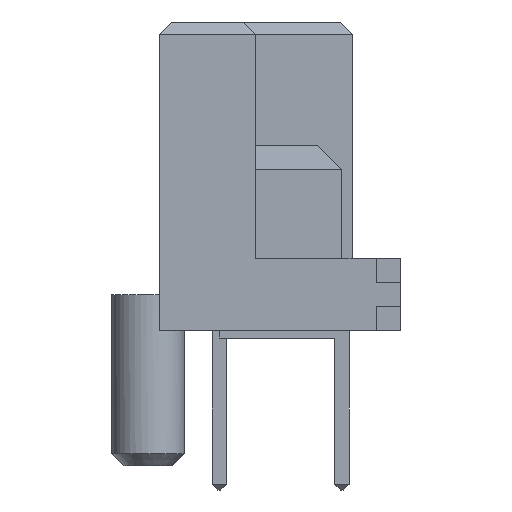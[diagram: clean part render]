
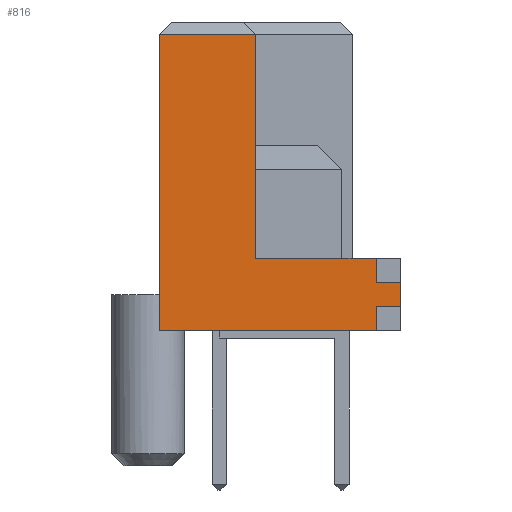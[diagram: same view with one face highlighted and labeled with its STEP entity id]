
A CAD part, front view. The second image highlights one B-rep face of the part: STEP entity #816.
In plain terms, the highlighted planar face has unit normal (0, -1, 0).
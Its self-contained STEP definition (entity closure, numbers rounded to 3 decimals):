
#32 = VERTEX_POINT('',#33);
#33 = CARTESIAN_POINT('',(3.25,-8.875,0.5));
#39 = EDGE_CURVE('',#40,#32,#42,.T.);
#40 = VERTEX_POINT('',#41);
#41 = CARTESIAN_POINT('',(3.25,-8.875,0.));
#42 = LINE('',#43,#44);
#43 = CARTESIAN_POINT('',(3.25,-8.875,0.));
#44 = VECTOR('',#45,1.);
#45 = DIRECTION('',(0.,0.,1.));
#416 = EDGE_CURVE('',#40,#417,#419,.T.);
#417 = VERTEX_POINT('',#418);
#418 = CARTESIAN_POINT('',(-1.25,-8.875,0.));
#419 = LINE('',#420,#421);
#420 = CARTESIAN_POINT('',(3.75,-8.875,0.));
#421 = VECTOR('',#422,1.);
#422 = DIRECTION('',(-1.,0.,0.));
#796 = EDGE_CURVE('',#32,#797,#799,.T.);
#797 = VERTEX_POINT('',#798);
#798 = CARTESIAN_POINT('',(3.75,-8.875,0.5));
#799 = LINE('',#800,#801);
#800 = CARTESIAN_POINT('',(3.25,-8.875,0.5));
#801 = VECTOR('',#802,1.);
#802 = DIRECTION('',(1.,0.,0.));
#816 = ADVANCED_FACE('',(#817),#876,.T.);
#817 = FACE_BOUND('',#818,.T.);
#818 = EDGE_LOOP('',(#819,#820,#821,#822,#830,#838,#846,#854,#862,#870)
);
#819 = ORIENTED_EDGE('',*,*,#416,.F.);
#820 = ORIENTED_EDGE('',*,*,#39,.T.);
#821 = ORIENTED_EDGE('',*,*,#796,.T.);
#822 = ORIENTED_EDGE('',*,*,#823,.T.);
#823 = EDGE_CURVE('',#797,#824,#826,.T.);
#824 = VERTEX_POINT('',#825);
#825 = CARTESIAN_POINT('',(3.75,-8.875,1.));
#826 = LINE('',#827,#828);
#827 = CARTESIAN_POINT('',(3.75,-8.875,0.));
#828 = VECTOR('',#829,1.);
#829 = DIRECTION('',(0.,0.,1.));
#830 = ORIENTED_EDGE('',*,*,#831,.F.);
#831 = EDGE_CURVE('',#832,#824,#834,.T.);
#832 = VERTEX_POINT('',#833);
#833 = CARTESIAN_POINT('',(3.25,-8.875,1.));
#834 = LINE('',#835,#836);
#835 = CARTESIAN_POINT('',(3.25,-8.875,1.));
#836 = VECTOR('',#837,1.);
#837 = DIRECTION('',(1.,0.,0.));
#838 = ORIENTED_EDGE('',*,*,#839,.T.);
#839 = EDGE_CURVE('',#832,#840,#842,.T.);
#840 = VERTEX_POINT('',#841);
#841 = CARTESIAN_POINT('',(3.25,-8.875,1.5));
#842 = LINE('',#843,#844);
#843 = CARTESIAN_POINT('',(3.25,-8.875,1.));
#844 = VECTOR('',#845,1.);
#845 = DIRECTION('',(0.,0.,1.));
#846 = ORIENTED_EDGE('',*,*,#847,.T.);
#847 = EDGE_CURVE('',#840,#848,#850,.T.);
#848 = VERTEX_POINT('',#849);
#849 = CARTESIAN_POINT('',(0.75,-8.875,1.5));
#850 = LINE('',#851,#852);
#851 = CARTESIAN_POINT('',(3.75,-8.875,1.5));
#852 = VECTOR('',#853,1.);
#853 = DIRECTION('',(-1.,0.,0.));
#854 = ORIENTED_EDGE('',*,*,#855,.T.);
#855 = EDGE_CURVE('',#848,#856,#858,.T.);
#856 = VERTEX_POINT('',#857);
#857 = CARTESIAN_POINT('',(0.75,-8.875,6.15));
#858 = LINE('',#859,#860);
#859 = CARTESIAN_POINT('',(0.75,-8.875,0.));
#860 = VECTOR('',#861,1.);
#861 = DIRECTION('',(0.,0.,1.));
#862 = ORIENTED_EDGE('',*,*,#863,.F.);
#863 = EDGE_CURVE('',#864,#856,#866,.T.);
#864 = VERTEX_POINT('',#865);
#865 = CARTESIAN_POINT('',(-1.25,-8.875,6.15));
#866 = LINE('',#867,#868);
#867 = CARTESIAN_POINT('',(-1.,-8.875,6.15));
#868 = VECTOR('',#869,1.);
#869 = DIRECTION('',(1.,0.,0.));
#870 = ORIENTED_EDGE('',*,*,#871,.F.);
#871 = EDGE_CURVE('',#417,#864,#872,.T.);
#872 = LINE('',#873,#874);
#873 = CARTESIAN_POINT('',(-1.25,-8.875,0.));
#874 = VECTOR('',#875,1.);
#875 = DIRECTION('',(0.,0.,1.));
#876 = PLANE('',#877);
#877 = AXIS2_PLACEMENT_3D('',#878,#879,#880);
#878 = CARTESIAN_POINT('',(0.602,-8.875,2.449));
#879 = DIRECTION('',(0.,-1.,0.));
#880 = DIRECTION('',(-1.,0.,0.));
